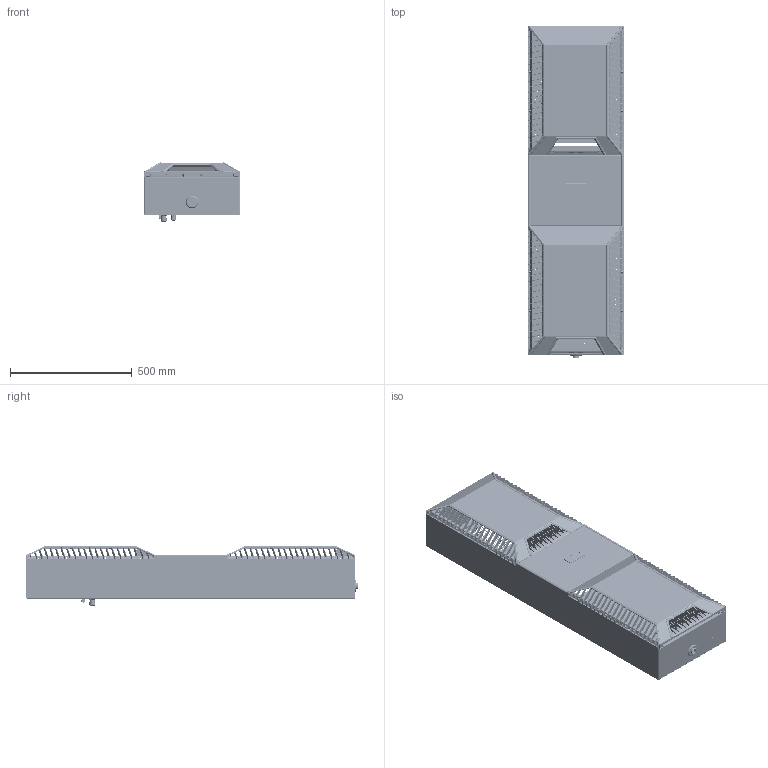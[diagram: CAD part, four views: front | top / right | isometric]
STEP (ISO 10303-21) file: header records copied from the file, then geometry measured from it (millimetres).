
FILE_DESCRIPTION (( 'STEP AP214' ), '1' );
FILE_NAME ('KG 8515-20-25_8625.STEP', '2022-08-24T10:22:06', ( '' ), ( '' ), 'SwSTEP 2.0', 'SolidWorks 2021', '' );
FILE_SCHEMA (( 'AUTOMOTIVE_DESIGN' ));
Length unit declared in the file: inch
Products named in the file (1): KG 8515-20-25_8625
Bounding box: 395 x 1361.8 x 242.88 mm (x, y, z)
Volume: 2642555.6 mm3; surface area: 4106153.3 mm2
Topology: 32 solids, 35 shells, 9853 faces, 29003 edges, 19011 vertices
Faces by surface type: plane 7339, cylinder 2138, bspline 226, cone 75, sphere 49, torus 26
Full cylindrical faces by diameter (mm): 1.5 x3, 2.7 x6, 3.3 x3, 3.6 x12, 3.8 x3, 4 x5, 4.3 x1, 4.5 x91, 5 x19, 5.5 x8, 6 x16, 6.5 x31, 7 x33, 8 x388, 9 x3, 10 x1, 11.5 x3, 15.9 x1, 16.5 x1, 18.17 x2, 18.5 x1, 20 x1, 20.5 x1, 22 x2, 23.52 x1, 23.98 x1, 28.22 x1, 28.5 x1, 40.3 x1
Entity records: 336964 total; most frequent: CARTESIAN_POINT 80332, ORIENTED_EDGE 56300, DIRECTION 47433, EDGE_CURVE 28150, VECTOR 22735, LINE 22735, VERTEX_POINT 18890, AXIS2_PLACEMENT_3D 12349
